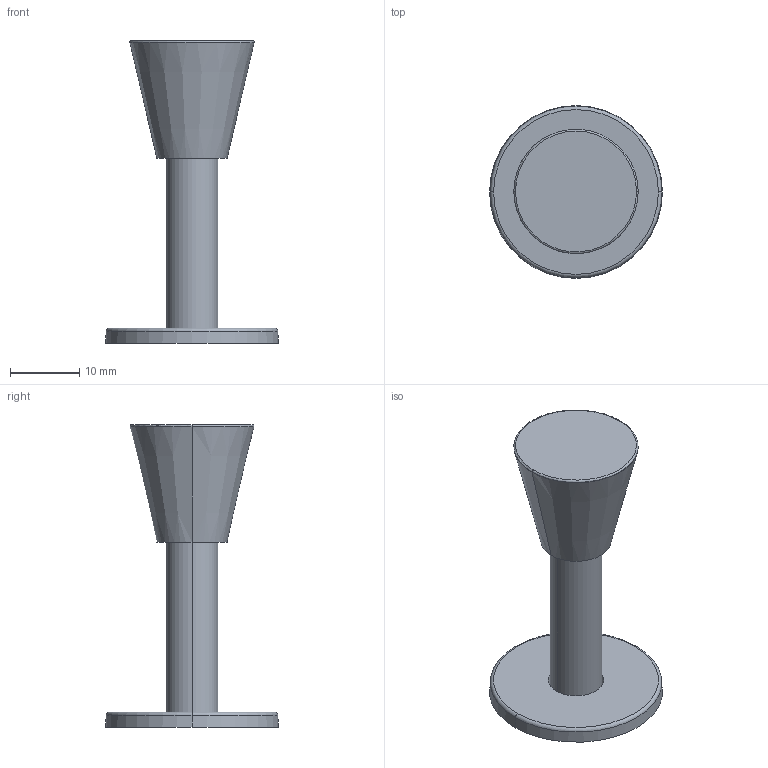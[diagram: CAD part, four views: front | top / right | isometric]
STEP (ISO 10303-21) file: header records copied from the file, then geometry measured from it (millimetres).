
FILE_DESCRIPTION(('Creo Elements/Direct Modeling STEP Export'),'2;1');
FILE_NAME('1672.stp','2021-06-29T14:50:39',(''),(''),'Creo Elements/Direct Modeling STEP processor for AP214 (Solid Model)','Creo Elements/Direct Modeling 20.0 12-Nov-2016 (C) Parametric Technology GmbH','');
FILE_SCHEMA(('AUTOMOTIVE_DESIGN { 1 0 10303 214 1 1 1 1 }'));
Length unit declared in the file: millimetre
Products named in the file (3): Unterlagsplatte; Haken; ZN-11513
Assembly tree (2 placements, depth 2):
  ZN-11513
    Haken
    Unterlagsplatte
Bounding box: 25 x 25 x 43.8 mm (x, y, z)
Volume: 4701.4 mm3; surface area: 3038.1 mm2
Topology: 2 solids, 2 shells, 31 faces, 67 edges, 42 vertices
Faces by surface type: cone 10, cylinder 8, plane 7, torus 6
Entity records: 844 total; most frequent: DIRECTION 138, ORIENTED_EDGE 130, CARTESIAN_POINT 120, EDGE_CURVE 65, AXIS2_PLACEMENT_3D 60, VERTEX_POINT 42, EDGE_LOOP 37, FACE_OUTER_BOUND 31
